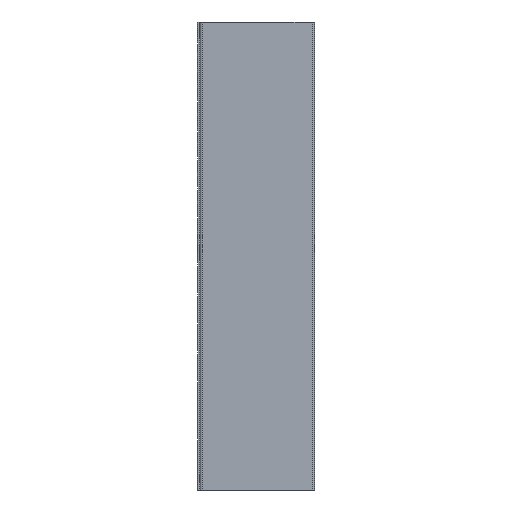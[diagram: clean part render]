
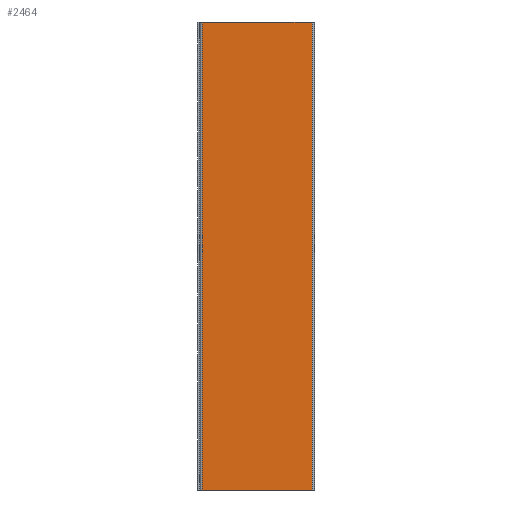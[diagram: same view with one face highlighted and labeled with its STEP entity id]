
A CAD part, front view. The second image highlights one B-rep face of the part: STEP entity #2464.
In plain terms, the highlighted planar face has unit normal (0, -1, 0).
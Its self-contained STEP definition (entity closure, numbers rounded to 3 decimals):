
#16 = PLANE ( 'NONE',  #2486 ) ;
#135 = DIRECTION ( 'NONE',  ( 0., 0., 1. ) ) ;
#308 = LINE ( 'NONE', #2006, #2215 ) ;
#477 = FACE_OUTER_BOUND ( 'NONE', #2906, .T. ) ;
#508 = VECTOR ( 'NONE', #135, 1000. ) ;
#528 = DIRECTION ( 'NONE',  ( 1., 0., 0. ) ) ;
#731 = VERTEX_POINT ( 'NONE', #2578 ) ;
#889 = VECTOR ( 'NONE', #1766, 1000. ) ;
#1057 = DIRECTION ( 'NONE',  ( 0., 0., 1. ) ) ;
#1124 = CARTESIAN_POINT ( 'NONE',  ( 19., -10., 0. ) ) ;
#1214 = ORIENTED_EDGE ( 'NONE', *, *, #2505, .T. ) ;
#1227 = EDGE_CURVE ( 'NONE', #2883, #1824, #1560, .T. ) ;
#1379 = CARTESIAN_POINT ( 'NONE',  ( -28., -10., 200. ) ) ;
#1468 = DIRECTION ( 'NONE',  ( 0., 1., 0. ) ) ;
#1484 = CARTESIAN_POINT ( 'NONE',  ( -28., -10., 200. ) ) ;
#1560 = LINE ( 'NONE', #3198, #889 ) ;
#1658 = CARTESIAN_POINT ( 'NONE',  ( 19., -10., 200. ) ) ;
#1740 = DIRECTION ( 'NONE',  ( 0., 0., -1. ) ) ;
#1762 = ORIENTED_EDGE ( 'NONE', *, *, #2053, .T. ) ;
#1766 = DIRECTION ( 'NONE',  ( 1., 0., 0. ) ) ;
#1824 = VERTEX_POINT ( 'NONE', #2962 ) ;
#1973 = CARTESIAN_POINT ( 'NONE',  ( 0., -10., 200. ) ) ;
#2006 = CARTESIAN_POINT ( 'NONE',  ( 0., -10., 0. ) ) ;
#2053 = EDGE_CURVE ( 'NONE', #2883, #731, #2821, .T. ) ;
#2215 = VECTOR ( 'NONE', #528, 1000. ) ;
#2259 = EDGE_CURVE ( 'NONE', #731, #3133, #308, .T. ) ;
#2321 = ORIENTED_EDGE ( 'NONE', *, *, #2259, .T. ) ;
#2464 = ADVANCED_FACE ( 'NONE', ( #477 ), #16, .F. ) ;
#2469 = LINE ( 'NONE', #1658, #508 ) ;
#2486 = AXIS2_PLACEMENT_3D ( 'NONE', #1973, #1468, #1057 ) ;
#2505 = EDGE_CURVE ( 'NONE', #3133, #1824, #2469, .T. ) ;
#2578 = CARTESIAN_POINT ( 'NONE',  ( -28., -10., 0. ) ) ;
#2821 = LINE ( 'NONE', #1484, #2852 ) ;
#2852 = VECTOR ( 'NONE', #1740, 1000. ) ;
#2883 = VERTEX_POINT ( 'NONE', #1379 ) ;
#2906 = EDGE_LOOP ( 'NONE', ( #3038, #1762, #2321, #1214 ) ) ;
#2962 = CARTESIAN_POINT ( 'NONE',  ( 19., -10., 200. ) ) ;
#3038 = ORIENTED_EDGE ( 'NONE', *, *, #1227, .F. ) ;
#3133 = VERTEX_POINT ( 'NONE', #1124 ) ;
#3198 = CARTESIAN_POINT ( 'NONE',  ( 0., -10., 200. ) ) ;
